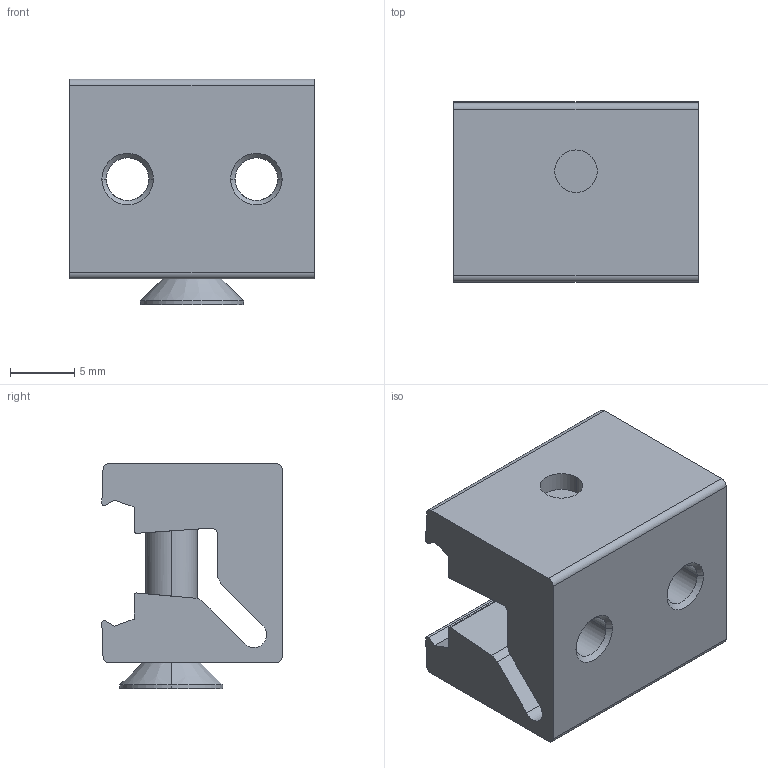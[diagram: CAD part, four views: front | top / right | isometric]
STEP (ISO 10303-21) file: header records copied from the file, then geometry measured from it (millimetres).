
FILE_DESCRIPTION((''),'2;1');
FILE_NAME('DB008703_OMH_K01_COMP_SW0001','2016-07-15T',('cglaue'),(''),'PRO/ENGINEER BY PARAMETRIC TECHNOLOGY CORPORATION, 2015440','PRO/ENGINEER BY PARAMETRIC TECHNOLOGY CORPORATION, 2015440','');
FILE_SCHEMA(('CONFIG_CONTROL_DESIGN'));
Length unit declared in the file: millimetre
Products named in the file (1): DB008703_OMH_K01_COMP_SW0001
Bounding box: 19 x 14 x 17.5 mm (x, y, z)
Volume: 2820.1 mm3; surface area: 2294.5 mm2
Topology: 1 solids, 1 shells, 66 faces, 176 edges, 115 vertices
Faces by surface type: plane 32, cylinder 26, cone 8
Entity records: 2706 total; most frequent: CARTESIAN_POINT 476, DIRECTION 350, ORIENTED_EDGE 346, EDGE_CURVE 173, AXIS2_PLACEMENT_3D 119, VECTOR 112, LINE 112, VERTEX_POINT 109
